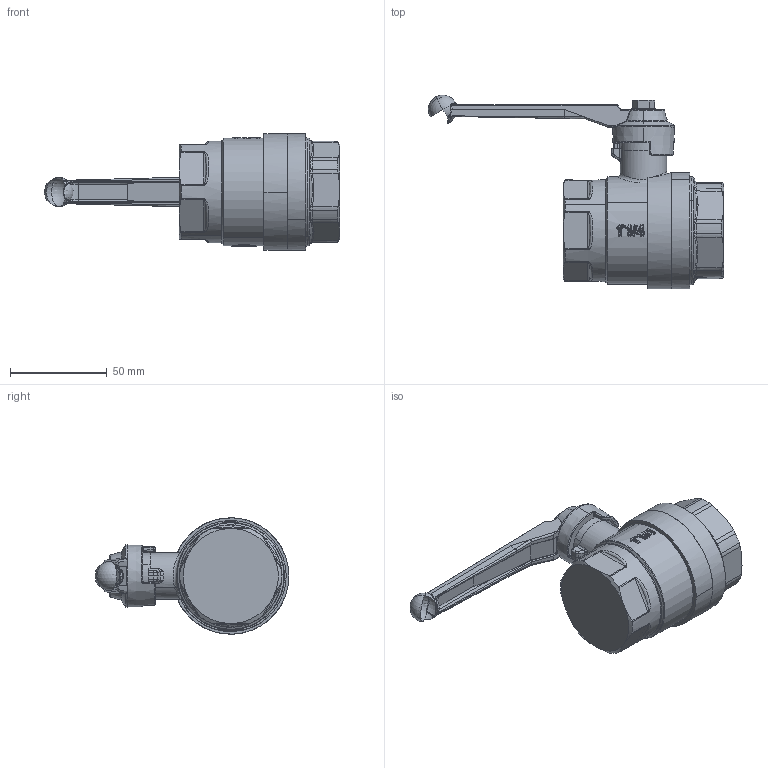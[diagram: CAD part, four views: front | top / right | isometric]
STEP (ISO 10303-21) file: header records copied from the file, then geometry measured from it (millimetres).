
FILE_DESCRIPTION(('CATIA V5 STEP Exchange'),'2;1');
FILE_NAME('STEP_327700_-_TST.stp','2017-03-13T08:18:55+00:00',('none'),('none'),'CATIA Version 5-6 Release 2014 SP5','CATIA V5 STEP AP203','none');
FILE_SCHEMA(('CONFIG_CONTROL_DESIGN'));
Products named in the file (1): 327700 - TST
Bounding box: 152.24 x 99.92 x 60 mm (x, y, z)
Volume: 222321.6 mm3; surface area: 28382.4 mm2
Topology: 1 solids, 1 shells, 768 faces, 1894 edges, 1077 vertices
Faces by surface type: bspline 367, cylinder 155, plane 99, torus 52, sphere 49, cone 42, revolution 4
Entity records: 42106 total; most frequent: CARTESIAN_POINT 28252, ORIENTED_EDGE 3654, EDGE_CURVE 1827, DIRECTION 1417, VERTEX_POINT 1077, B_SPLINE_CURVE_WITH_KNOTS 1051, EDGE_LOOP 786, ADVANCED_FACE 768
